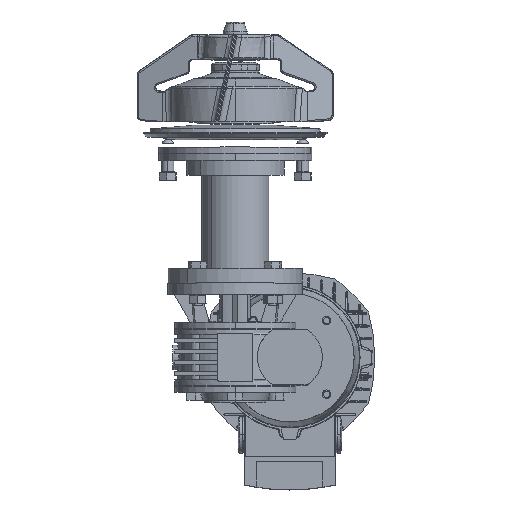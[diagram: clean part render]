
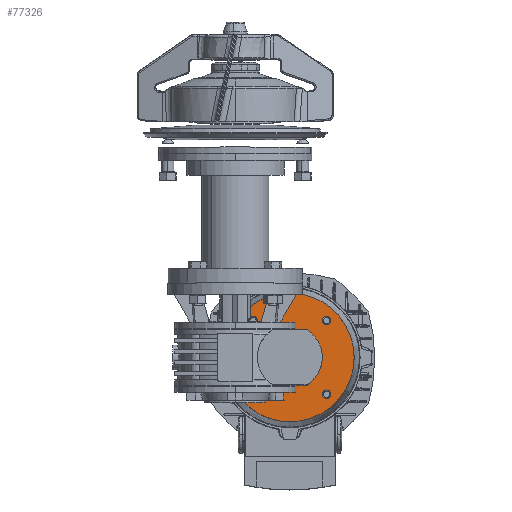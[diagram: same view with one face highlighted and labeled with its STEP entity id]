
A CAD part, top view. The second image highlights one B-rep face of the part: STEP entity #77326.
In plain terms, the highlighted planar face has unit normal (0, 0, 1).
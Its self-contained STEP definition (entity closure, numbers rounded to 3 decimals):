
#249 = DIRECTION ( 'NONE',  ( 0., -1., 0. ) ) ;
#250 = DIRECTION ( 'NONE',  ( 0., 0., -1. ) ) ;
#251 = CARTESIAN_POINT ( 'NONE',  ( 74.652, -128.748, -55. ) ) ;
#256 = AXIS2_PLACEMENT_3D ( 'NONE', #251, #250, #249 ) ;
#257 = CIRCLE ( 'NONE', #256, 3.5 ) ;
#434 = CARTESIAN_POINT ( 'NONE',  ( 44.6, -106.3, -55. ) ) ;
#685 = CARTESIAN_POINT ( 'NONE',  ( 44.6, -211.3, -55. ) ) ;
#753 = CARTESIAN_POINT ( 'NONE',  ( 74.652, -132.248, -55. ) ) ;
#754 = CARTESIAN_POINT ( 'NONE',  ( 74.652, -125.248, -55. ) ) ;
#784 = CARTESIAN_POINT ( 'NONE',  ( 44.6, -158.8, -55. ) ) ;
#785 = CIRCLE ( 'NONE', #836, 52.5 ) ;
#834 = DIRECTION ( 'NONE',  ( 0., 1., 0. ) ) ;
#835 = DIRECTION ( 'NONE',  ( 0., 0., -1. ) ) ;
#836 = AXIS2_PLACEMENT_3D ( 'NONE', #784, #835, #834 ) ;
#957 = CARTESIAN_POINT ( 'NONE',  ( 14.548, -185.352, -55. ) ) ;
#1046 = CARTESIAN_POINT ( 'NONE',  ( 14.548, -188.852, -55. ) ) ;
#1061 = DIRECTION ( 'NONE',  ( 0., 0., -1. ) ) ;
#1064 = CARTESIAN_POINT ( 'NONE',  ( 14.548, -188.852, -55. ) ) ;
#1065 = CIRCLE ( 'NONE', #1085, 3.5 ) ;
#1082 = DIRECTION ( 'NONE',  ( 0., -1., 0. ) ) ;
#1084 = DIRECTION ( 'NONE',  ( 0., -1., 0. ) ) ;
#1085 = AXIS2_PLACEMENT_3D ( 'NONE', #1064, #1086, #1084 ) ;
#1086 = DIRECTION ( 'NONE',  ( 0., 0., -1. ) ) ;
#1091 = AXIS2_PLACEMENT_3D ( 'NONE', #1046, #1061, #1082 ) ;
#1092 = CIRCLE ( 'NONE', #1091, 3.5 ) ;
#1118 = CARTESIAN_POINT ( 'NONE',  ( 74.652, -192.352, -55. ) ) ;
#1156 = CARTESIAN_POINT ( 'NONE',  ( 74.652, -185.352, -55. ) ) ;
#1198 = CARTESIAN_POINT ( 'NONE',  ( 74.652, -188.852, -55. ) ) ;
#1232 = CARTESIAN_POINT ( 'NONE',  ( 14.548, -192.352, -55. ) ) ;
#1241 = DIRECTION ( 'NONE',  ( 0., -1., 0. ) ) ;
#1253 = DIRECTION ( 'NONE',  ( 0., 0., -1. ) ) ;
#1254 = AXIS2_PLACEMENT_3D ( 'NONE', #1198, #1253, #1241 ) ;
#1255 = CIRCLE ( 'NONE', #1254, 3.5 ) ;
#1322 = CIRCLE ( 'NONE', #1362, 26.5 ) ;
#1354 = DIRECTION ( 'NONE',  ( 0., 1., 0. ) ) ;
#1355 = DIRECTION ( 'NONE',  ( 0., 0., -1. ) ) ;
#1361 = CARTESIAN_POINT ( 'NONE',  ( 44.6, -158.8, -55. ) ) ;
#1362 = AXIS2_PLACEMENT_3D ( 'NONE', #1361, #1355, #1354 ) ;
#1367 = CARTESIAN_POINT ( 'NONE',  ( 58.6, -136.3, -55. ) ) ;
#1371 = CARTESIAN_POINT ( 'NONE',  ( 58.6, -181.3, -55. ) ) ;
#1676 = CIRCLE ( 'NONE', #1688, 3.5 ) ;
#1685 = DIRECTION ( 'NONE',  ( 0., -1., 0. ) ) ;
#1686 = DIRECTION ( 'NONE',  ( 0., 0., -1. ) ) ;
#1687 = CARTESIAN_POINT ( 'NONE',  ( 74.652, -188.852, -55. ) ) ;
#1688 = AXIS2_PLACEMENT_3D ( 'NONE', #1687, #1686, #1685 ) ;
#22153 = AXIS2_PLACEMENT_3D ( 'NONE', #22166, #22163, #23030 ) ;
#22163 = DIRECTION ( 'NONE',  ( 0., 0., -1. ) ) ;
#22166 = CARTESIAN_POINT ( 'NONE',  ( 44.6, -158.8, -55. ) ) ;
#23030 = DIRECTION ( 'NONE',  ( 0., 1., 0. ) ) ;
#23828 = DIRECTION ( 'NONE',  ( -1., 0., 0. ) ) ;
#23830 = VECTOR ( 'NONE', #23828, 1000. ) ;
#23833 = CARTESIAN_POINT ( 'NONE',  ( 49.878, -136.3, -55. ) ) ;
#23835 = LINE ( 'NONE', #23833, #23830 ) ;
#24034 = CARTESIAN_POINT ( 'NONE',  ( -2.834, -136.3, -55. ) ) ;
#24183 = CIRCLE ( 'NONE', #22153, 52.5 ) ;
#24269 = CARTESIAN_POINT ( 'NONE',  ( -2.834, -181.3, -55. ) ) ;
#25215 = DIRECTION ( 'NONE',  ( 0., -1., 0. ) ) ;
#25217 = DIRECTION ( 'NONE',  ( 0., 0., 1. ) ) ;
#25219 = CARTESIAN_POINT ( 'NONE',  ( 44.6, -158.8, -55. ) ) ;
#25247 = FACE_OUTER_BOUND ( 'NONE', #77252, .T. ) ;
#25256 = FACE_BOUND ( 'NONE', #77846, .T. ) ;
#25258 = FACE_BOUND ( 'NONE', #77513, .T. ) ;
#25279 = FACE_BOUND ( 'NONE', #77507, .T. ) ;
#25391 = AXIS2_PLACEMENT_3D ( 'NONE', #25219, #25217, #25215 ) ;
#25392 = PLANE ( 'NONE',  #25391 ) ;
#25431 = FACE_BOUND ( 'NONE', #78044, .T. ) ;
#26041 = LINE ( 'NONE', #26130, #26127 ) ;
#26126 = DIRECTION ( 'NONE',  ( -1., 0., 0. ) ) ;
#26127 = VECTOR ( 'NONE', #26126, 1000. ) ;
#26130 = CARTESIAN_POINT ( 'NONE',  ( 49.878, -181.3, -55. ) ) ;
#26942 = CARTESIAN_POINT ( 'NONE',  ( 14.548, -128.748, -55. ) ) ;
#26945 = AXIS2_PLACEMENT_3D ( 'NONE', #26942, #27091, #27089 ) ;
#26947 = CIRCLE ( 'NONE', #26945, 3.5 ) ;
#27089 = DIRECTION ( 'NONE',  ( 0., -1., 0. ) ) ;
#27091 = DIRECTION ( 'NONE',  ( 0., 0., -1. ) ) ;
#29713 = CARTESIAN_POINT ( 'NONE',  ( 44.6, -158.8, -55. ) ) ;
#29877 = CARTESIAN_POINT ( 'NONE',  ( 14.548, -128.748, -55. ) ) ;
#29879 = AXIS2_PLACEMENT_3D ( 'NONE', #29877, #30120, #30117 ) ;
#29880 = CIRCLE ( 'NONE', #29879, 3.5 ) ;
#29991 = DIRECTION ( 'NONE',  ( 0., 1., 0. ) ) ;
#29993 = DIRECTION ( 'NONE',  ( 0., 0., -1. ) ) ;
#29994 = AXIS2_PLACEMENT_3D ( 'NONE', #29713, #29993, #29991 ) ;
#29996 = CIRCLE ( 'NONE', #29994, 52.5 ) ;
#30114 = CARTESIAN_POINT ( 'NONE',  ( 14.548, -125.248, -55. ) ) ;
#30117 = DIRECTION ( 'NONE',  ( 0., -1., 0. ) ) ;
#30120 = DIRECTION ( 'NONE',  ( 0., 0., -1. ) ) ;
#30188 = CARTESIAN_POINT ( 'NONE',  ( 14.548, -132.248, -55. ) ) ;
#30445 = CIRCLE ( 'NONE', #30561, 3.5 ) ;
#30555 = DIRECTION ( 'NONE',  ( 0., -1., 0. ) ) ;
#30557 = DIRECTION ( 'NONE',  ( 0., 0., -1. ) ) ;
#30560 = CARTESIAN_POINT ( 'NONE',  ( 74.652, -128.748, -55. ) ) ;
#30561 = AXIS2_PLACEMENT_3D ( 'NONE', #30560, #30557, #30555 ) ;
#50271 = EDGE_CURVE ( 'NONE', #50686, #50684, #257, .T. ) ;
#50357 = VERTEX_POINT ( 'NONE', #434 ) ;
#50623 = VERTEX_POINT ( 'NONE', #685 ) ;
#50684 = VERTEX_POINT ( 'NONE', #754 ) ;
#50686 = VERTEX_POINT ( 'NONE', #753 ) ;
#50698 = EDGE_CURVE ( 'NONE', #50357, #50623, #785, .T. ) ;
#50922 = VERTEX_POINT ( 'NONE', #957 ) ;
#51011 = EDGE_CURVE ( 'NONE', #50922, #51218, #1092, .T. ) ;
#51037 = EDGE_CURVE ( 'NONE', #51218, #50922, #1065, .T. ) ;
#51092 = VERTEX_POINT ( 'NONE', #1156 ) ;
#51123 = VERTEX_POINT ( 'NONE', #1118 ) ;
#51218 = VERTEX_POINT ( 'NONE', #1232 ) ;
#51251 = EDGE_CURVE ( 'NONE', #51123, #51092, #1255, .T. ) ;
#51399 = EDGE_CURVE ( 'NONE', #51092, #51123, #1676, .T. ) ;
#51457 = VERTEX_POINT ( 'NONE', #1371 ) ;
#51462 = EDGE_CURVE ( 'NONE', #51465, #51457, #1322, .T. ) ;
#51465 = VERTEX_POINT ( 'NONE', #1367 ) ;
#77238 = VERTEX_POINT ( 'NONE', #24269 ) ;
#77252 = EDGE_LOOP ( 'NONE', ( #77293, #77294, #77295, #77297, #77515, #77968 ) ) ;
#77265 = EDGE_CURVE ( 'NONE', #51465, #77267, #23835, .T. ) ;
#77267 = VERTEX_POINT ( 'NONE', #24034 ) ;
#77293 = ORIENTED_EDGE ( 'NONE', *, *, #77265, .F. ) ;
#77294 = ORIENTED_EDGE ( 'NONE', *, *, #51462, .T. ) ;
#77295 = ORIENTED_EDGE ( 'NONE', *, *, #77417, .T. ) ;
#77297 = ORIENTED_EDGE ( 'NONE', *, *, #77299, .F. ) ;
#77299 = EDGE_CURVE ( 'NONE', #50623, #77238, #24183, .T. ) ;
#77326 = ADVANCED_FACE ( 'NONE', ( #25247, #25279, #25431, #25258, #25256 ), #25392, .T. ) ;
#77417 = EDGE_CURVE ( 'NONE', #51457, #77238, #26041, .T. ) ;
#77507 = EDGE_LOOP ( 'NONE', ( #77931, #77536 ) ) ;
#77513 = EDGE_LOOP ( 'NONE', ( #77524, #77843 ) ) ;
#77515 = ORIENTED_EDGE ( 'NONE', *, *, #50698, .F. ) ;
#77524 = ORIENTED_EDGE ( 'NONE', *, *, #51037, .T. ) ;
#77536 = ORIENTED_EDGE ( 'NONE', *, *, #78042, .T. ) ;
#77538 = ORIENTED_EDGE ( 'NONE', *, *, #77540, .T. ) ;
#77540 = EDGE_CURVE ( 'NONE', #77909, #78068, #26947, .T. ) ;
#77843 = ORIENTED_EDGE ( 'NONE', *, *, #51011, .T. ) ;
#77846 = EDGE_LOOP ( 'NONE', ( #77907, #77538 ) ) ;
#77907 = ORIENTED_EDGE ( 'NONE', *, *, #77908, .T. ) ;
#77908 = EDGE_CURVE ( 'NONE', #78068, #77909, #29880, .T. ) ;
#77909 = VERTEX_POINT ( 'NONE', #30114 ) ;
#77931 = ORIENTED_EDGE ( 'NONE', *, *, #50271, .T. ) ;
#77932 = ORIENTED_EDGE ( 'NONE', *, *, #51251, .T. ) ;
#77934 = ORIENTED_EDGE ( 'NONE', *, *, #51399, .T. ) ;
#77968 = ORIENTED_EDGE ( 'NONE', *, *, #77970, .F. ) ;
#77970 = EDGE_CURVE ( 'NONE', #77267, #50357, #29996, .T. ) ;
#78042 = EDGE_CURVE ( 'NONE', #50684, #50686, #30445, .T. ) ;
#78044 = EDGE_LOOP ( 'NONE', ( #77932, #77934 ) ) ;
#78068 = VERTEX_POINT ( 'NONE', #30188 ) ;
